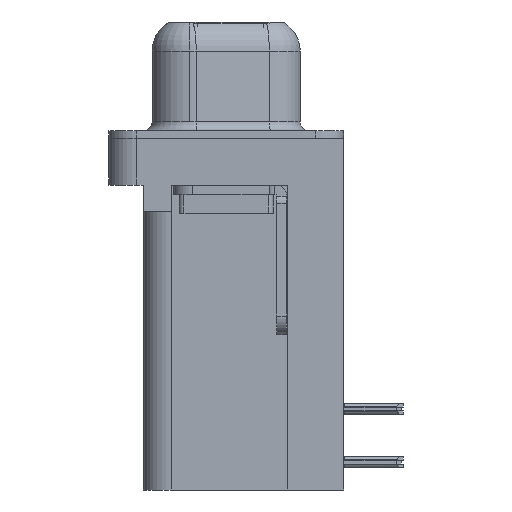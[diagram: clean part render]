
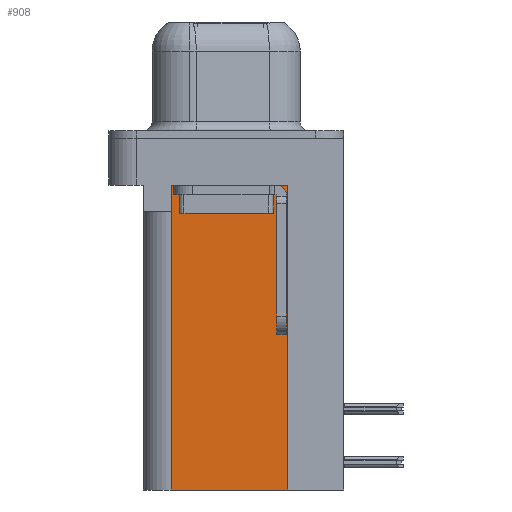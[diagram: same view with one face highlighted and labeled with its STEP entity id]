
A CAD part, left-side view. The second image highlights one B-rep face of the part: STEP entity #908.
In plain terms, the highlighted planar face has unit normal (-1, 0, 0).
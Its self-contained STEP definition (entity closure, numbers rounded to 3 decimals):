
#490 = DIRECTION ( 'NONE',  ( 0., 1., 0. ) ) ;
#908 = ADVANCED_FACE ( 'NONE', ( #14206 ), #24477, .F. ) ;
#1185 = DIRECTION ( 'NONE',  ( 1., 0., 0. ) ) ;
#1269 = DIRECTION ( 'NONE',  ( 0., 1., 0. ) ) ;
#1843 = VECTOR ( 'NONE', #12688, 1000. ) ;
#1875 = LINE ( 'NONE', #7001, #1843 ) ;
#2208 = VECTOR ( 'NONE', #5989, 1000. ) ;
#3129 = CARTESIAN_POINT ( 'NONE',  ( 3.79, 0., -3.9 ) ) ;
#3650 = CARTESIAN_POINT ( 'NONE',  ( 3.79, -3.295, -18.76 ) ) ;
#3906 = CARTESIAN_POINT ( 'NONE',  ( 3.79, 2.925, -18.76 ) ) ;
#4023 = DIRECTION ( 'NONE',  ( 0., 0., 1. ) ) ;
#4279 = EDGE_CURVE ( 'NONE', #12777, #19313, #8762, .T. ) ;
#5185 = VECTOR ( 'NONE', #490, 1000. ) ;
#5989 = DIRECTION ( 'NONE',  ( 0., 1., 0. ) ) ;
#6028 = EDGE_CURVE ( 'NONE', #19313, #33265, #18653, .T. ) ;
#6047 = LINE ( 'NONE', #3129, #2208 ) ;
#6182 = EDGE_CURVE ( 'NONE', #34383, #34835, #29443, .T. ) ;
#6881 = CARTESIAN_POINT ( 'NONE',  ( 3.79, 2.895, -2.5 ) ) ;
#7001 = CARTESIAN_POINT ( 'NONE',  ( 3.79, 2.895, -3.9 ) ) ;
#7094 = CARTESIAN_POINT ( 'NONE',  ( 3.79, -3.295, -18.76 ) ) ;
#7330 = CARTESIAN_POINT ( 'NONE',  ( 3.79, -3.295, -2.5 ) ) ;
#7446 = VERTEX_POINT ( 'NONE', #28175 ) ;
#8762 = LINE ( 'NONE', #7094, #5185 ) ;
#9942 = ORIENTED_EDGE ( 'NONE', *, *, #35792, .T. ) ;
#11932 = VECTOR ( 'NONE', #21226, 1000. ) ;
#12688 = DIRECTION ( 'NONE',  ( 0., 0., -1. ) ) ;
#12777 = VERTEX_POINT ( 'NONE', #3650 ) ;
#13275 = ORIENTED_EDGE ( 'NONE', *, *, #4279, .F. ) ;
#14206 = FACE_OUTER_BOUND ( 'NONE', #17235, .T. ) ;
#16095 = ORIENTED_EDGE ( 'NONE', *, *, #25189, .T. ) ;
#17235 = EDGE_LOOP ( 'NONE', ( #20752, #20295, #16095, #26099, #13275, #9942 ) ) ;
#18653 = LINE ( 'NONE', #3906, #34045 ) ;
#19313 = VERTEX_POINT ( 'NONE', #29463 ) ;
#20295 = ORIENTED_EDGE ( 'NONE', *, *, #32021, .T. ) ;
#20752 = ORIENTED_EDGE ( 'NONE', *, *, #6182, .T. ) ;
#21110 = LINE ( 'NONE', #31362, #21412 ) ;
#21226 = DIRECTION ( 'NONE',  ( 0., 1., 0. ) ) ;
#21412 = VECTOR ( 'NONE', #34232, 1000. ) ;
#24477 = PLANE ( 'NONE',  #29899 ) ;
#24690 = CARTESIAN_POINT ( 'NONE',  ( 3.79, -3.295, -18.76 ) ) ;
#25189 = EDGE_CURVE ( 'NONE', #7446, #33265, #6047, .T. ) ;
#26099 = ORIENTED_EDGE ( 'NONE', *, *, #6028, .F. ) ;
#26788 = CARTESIAN_POINT ( 'NONE',  ( 3.79, 2.925, -3.9 ) ) ;
#28175 = CARTESIAN_POINT ( 'NONE',  ( 3.79, 2.895, -3.9 ) ) ;
#29443 = LINE ( 'NONE', #7330, #11932 ) ;
#29463 = CARTESIAN_POINT ( 'NONE',  ( 3.79, 2.925, -18.76 ) ) ;
#29899 = AXIS2_PLACEMENT_3D ( 'NONE', #24690, #1185, #1269 ) ;
#29942 = CARTESIAN_POINT ( 'NONE',  ( 3.79, -3.295, -2.5 ) ) ;
#31362 = CARTESIAN_POINT ( 'NONE',  ( 3.79, -3.295, -18.76 ) ) ;
#32021 = EDGE_CURVE ( 'NONE', #34835, #7446, #1875, .T. ) ;
#33265 = VERTEX_POINT ( 'NONE', #26788 ) ;
#34045 = VECTOR ( 'NONE', #4023, 1000. ) ;
#34232 = DIRECTION ( 'NONE',  ( 0., 0., 1. ) ) ;
#34383 = VERTEX_POINT ( 'NONE', #29942 ) ;
#34835 = VERTEX_POINT ( 'NONE', #6881 ) ;
#35792 = EDGE_CURVE ( 'NONE', #12777, #34383, #21110, .T. ) ;
